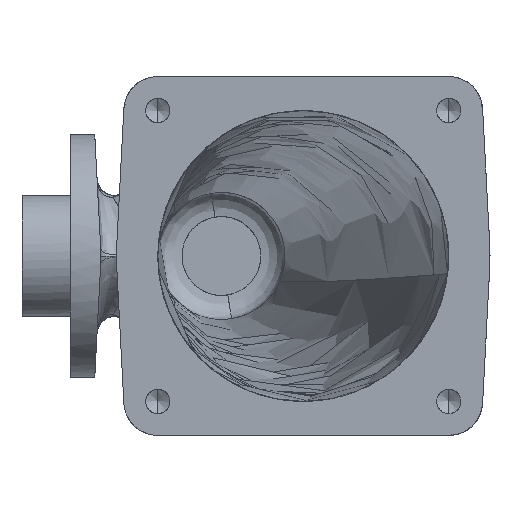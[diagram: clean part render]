
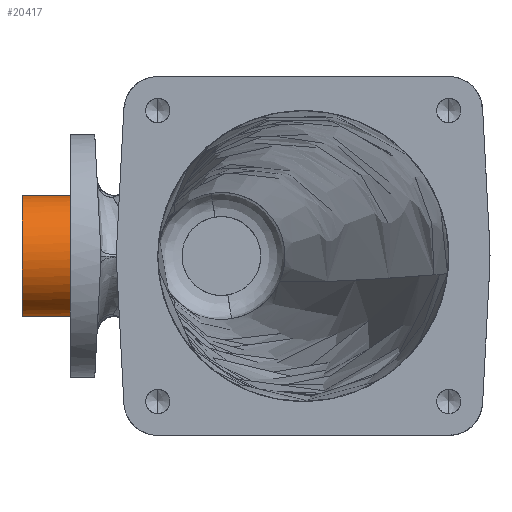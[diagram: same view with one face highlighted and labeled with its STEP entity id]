
A CAD part, left-side view. The second image highlights one B-rep face of the part: STEP entity #20417.
In plain terms, the highlighted free-form (B-spline) face has degree [2, 1] with [5, 2] control points.
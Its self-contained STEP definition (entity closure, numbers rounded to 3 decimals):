
#20417 = ADVANCED_FACE('',(#20418),#20454,.T.);
#20418 = FACE_BOUND('',#20419,.T.);
#20419 = EDGE_LOOP('',(#20420,#20432,#20439,#20449));
#20420 = ORIENTED_EDGE('',*,*,#20421,.F.);
#20421 = EDGE_CURVE('',#20422,#20424,#20426,.T.);
#20422 = VERTEX_POINT('',#20423);
#20423 = CARTESIAN_POINT('',(-170.475,19.67,
    16.392));
#20424 = VERTEX_POINT('',#20425);
#20425 = CARTESIAN_POINT('',(-170.475,19.67,
    -16.392));
#20426 = ( BOUNDED_CURVE() B_SPLINE_CURVE(2,(#20427,#20428,#20429,#20430
,#20431),.UNSPECIFIED.,.F.,.F.) B_SPLINE_CURVE_WITH_KNOTS((3,2,3),(
    0.,1.571,3.142),
.PIECEWISE_BEZIER_KNOTS.) CURVE() GEOMETRIC_REPRESENTATION_ITEM() 
RATIONAL_B_SPLINE_CURVE((1.,0.707,1.,0.707,1.)) 
REPRESENTATION_ITEM('') );
#20427 = CARTESIAN_POINT('',(-170.475,19.67,
    16.392));
#20428 = CARTESIAN_POINT('',(-186.867,19.67,
    16.392));
#20429 = CARTESIAN_POINT('',(-186.867,19.67,
    0.));
#20430 = CARTESIAN_POINT('',(-186.867,19.67,
    -16.392));
#20431 = CARTESIAN_POINT('',(-170.475,19.67,
    -16.392));
#20432 = ORIENTED_EDGE('',*,*,#20433,.F.);
#20433 = EDGE_CURVE('',#20434,#20422,#20436,.T.);
#20434 = VERTEX_POINT('',#20435);
#20435 = CARTESIAN_POINT('',(-170.475,6.557,
    16.392));
#20436 = B_SPLINE_CURVE_WITH_KNOTS('',1,(#20437,#20438),.UNSPECIFIED.,
  .F.,.F.,(2,2),(0.,10.),.PIECEWISE_BEZIER_KNOTS.);
#20437 = CARTESIAN_POINT('',(-170.475,6.557,
    16.392));
#20438 = CARTESIAN_POINT('',(-170.475,19.67,
    16.392));
#20439 = ORIENTED_EDGE('',*,*,#20440,.F.);
#20440 = EDGE_CURVE('',#20441,#20434,#20443,.T.);
#20441 = VERTEX_POINT('',#20442);
#20442 = CARTESIAN_POINT('',(-170.475,6.557,
    -16.392));
#20443 = ( BOUNDED_CURVE() B_SPLINE_CURVE(2,(#20444,#20445,#20446,#20447
,#20448),.UNSPECIFIED.,.F.,.F.) B_SPLINE_CURVE_WITH_KNOTS((3,2,3),(
    0.,1.571,3.142),
.PIECEWISE_BEZIER_KNOTS.) CURVE() GEOMETRIC_REPRESENTATION_ITEM() 
RATIONAL_B_SPLINE_CURVE((1.,0.707,1.,0.707,1.)) 
REPRESENTATION_ITEM('') );
#20444 = CARTESIAN_POINT('',(-170.475,6.557,
    -16.392));
#20445 = CARTESIAN_POINT('',(-186.867,6.557,
    -16.392));
#20446 = CARTESIAN_POINT('',(-186.867,6.557,
    0.));
#20447 = CARTESIAN_POINT('',(-186.867,6.557,
    16.392));
#20448 = CARTESIAN_POINT('',(-170.475,6.557,
    16.392));
#20449 = ORIENTED_EDGE('',*,*,#20450,.F.);
#20450 = EDGE_CURVE('',#20424,#20441,#20451,.T.);
#20451 = B_SPLINE_CURVE_WITH_KNOTS('',1,(#20452,#20453),.UNSPECIFIED.,
  .F.,.F.,(2,2),(0.,10.),.PIECEWISE_BEZIER_KNOTS.);
#20452 = CARTESIAN_POINT('',(-170.475,19.67,
    -16.392));
#20453 = CARTESIAN_POINT('',(-170.475,6.557,
    -16.392));
#20454 = ( BOUNDED_SURFACE() B_SPLINE_SURFACE(2,1,(
    (#20455,#20456)
    ,(#20457,#20458)
    ,(#20459,#20460)
    ,(#20461,#20462)
    ,(#20463,#20464
)),.UNSPECIFIED.,.F.,.F.,.F.) B_SPLINE_SURFACE_WITH_KNOTS((3,2,3),(2,2),
  (0.,1.571,3.142),(0.,10.),.PIECEWISE_BEZIER_KNOTS.) 
GEOMETRIC_REPRESENTATION_ITEM() RATIONAL_B_SPLINE_SURFACE((
    (1.,1.)
    ,(0.707,0.707)
    ,(1.,1.)
    ,(0.707,0.707)
,(1.,1.))) REPRESENTATION_ITEM('') SURFACE() );
#20455 = CARTESIAN_POINT('',(-170.475,6.557,
    16.392));
#20456 = CARTESIAN_POINT('',(-170.475,19.67,
    16.392));
#20457 = CARTESIAN_POINT('',(-186.867,6.557,
    16.392));
#20458 = CARTESIAN_POINT('',(-186.867,19.67,
    16.392));
#20459 = CARTESIAN_POINT('',(-186.867,6.557,
    0.));
#20460 = CARTESIAN_POINT('',(-186.867,19.67,
    0.));
#20461 = CARTESIAN_POINT('',(-186.867,6.557,
    -16.392));
#20462 = CARTESIAN_POINT('',(-186.867,19.67,
    -16.392));
#20463 = CARTESIAN_POINT('',(-170.475,6.557,
    -16.392));
#20464 = CARTESIAN_POINT('',(-170.475,19.67,
    -16.392));
